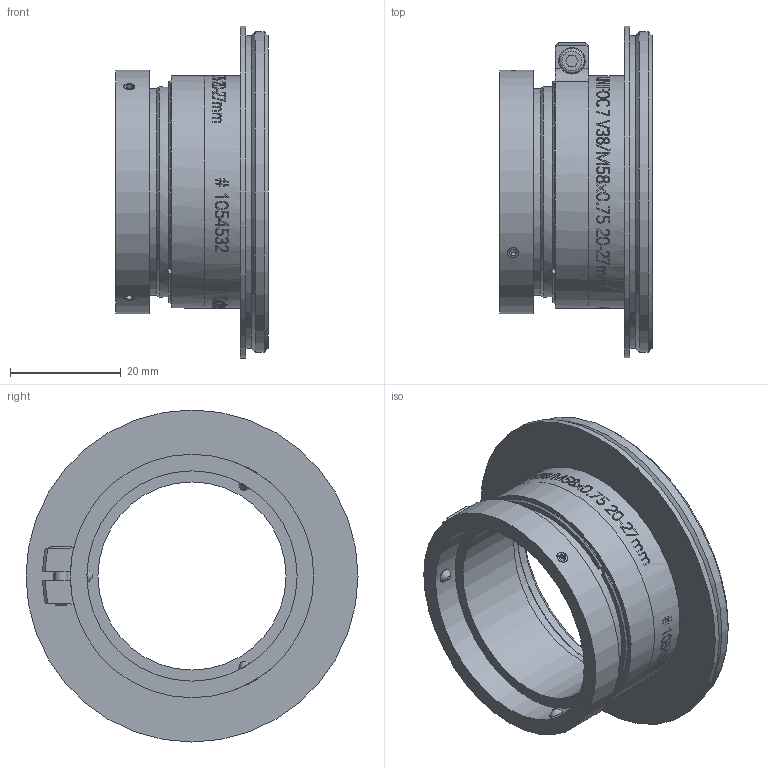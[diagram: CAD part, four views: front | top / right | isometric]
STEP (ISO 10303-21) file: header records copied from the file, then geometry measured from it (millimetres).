
FILE_DESCRIPTION(/* description */ (''),/* implementation_level */ '2;1');
FILE_NAME(/* name */ '1054532_00166235_001.stp',/* time_stamp */ '2022-03-31T14:06:17+02:00',/* author */ (''),/* organization */ (''),/* preprocessor_version */ 'ST-DEVELOPER v16',/* originating_system */ 'SIEMENS PLM Software NX 10.0',/* authorisation */ '');
FILE_SCHEMA (('AP203_CONFIGURATION_CONTROLLED_3D_DESIGN_OF_MECHANICAL_PARTS_AND_ASSEMBLIES_MIM_LF { 1 0 10303 403 2 1 2}'));
Length unit declared in the file: millimetre
Products named in the file (1): Froe16D08286lglz
Bounding box: 27.5 x 60 x 60 mm (x, y, z)
Volume: 11252.1 mm3; surface area: 13127.4 mm2
Topology: 1 solids, 2 shells, 193 faces, 715 edges, 611 vertices
Faces by surface type: cylinder 101, plane 66, cone 25, torus 1
Full cylindrical faces by diameter (mm): 2.05 x3, 2.5 x4, 2.7 x1, 4.5 x1, 4.8 x1, 34 x1, 37.277 x1, 37.5 x1, 38 x2, 38.2 x1, 42 x2, 44 x1, 55 x1, 56.6 x1, 58 x1, 60 x1
Entity records: 9553 total; most frequent: CARTESIAN_POINT 4054, ORIENTED_EDGE 1324, DIRECTION 703, EDGE_CURVE 663, VERTEX_POINT 598, B_SPLINE_CURVE_WITH_KNOTS 441, EDGE_LOOP 323, AXIS2_PLACEMENT_3D 287
